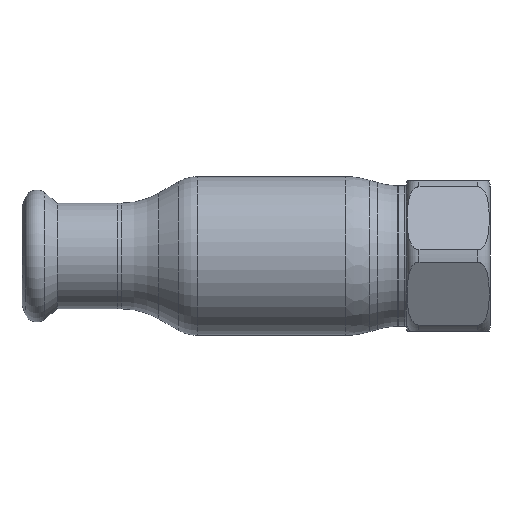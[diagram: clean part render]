
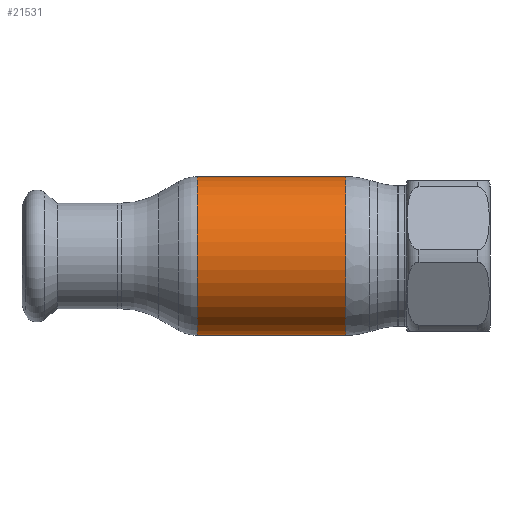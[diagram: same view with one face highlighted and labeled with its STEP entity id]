
A CAD part, front view. The second image highlights one B-rep face of the part: STEP entity #21531.
In plain terms, the highlighted cylindrical face has radius 19 mm (diameter 38 mm), a partial arc.
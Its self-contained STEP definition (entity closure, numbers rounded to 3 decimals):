
#147 = CARTESIAN_POINT ( 'NONE',  ( -62.69, 0., 19. ) ) ;
#678 = EDGE_CURVE ( 'NONE', #35678, #27709, #52333, .T. ) ;
#4630 = LINE ( 'NONE', #147, #5616 ) ;
#4972 = DIRECTION ( 'NONE',  ( -1., 0., 0. ) ) ;
#5616 = VECTOR ( 'NONE', #49348, 1000. ) ;
#11177 = CARTESIAN_POINT ( 'NONE',  ( -18.088, 0., -19. ) ) ;
#11728 = DIRECTION ( 'NONE',  ( -1., 0., 0. ) ) ;
#14059 = CARTESIAN_POINT ( 'NONE',  ( -18.088, 0., 0. ) ) ;
#16432 = LINE ( 'NONE', #34009, #32042 ) ;
#18401 = DIRECTION ( 'NONE',  ( 0., 0., 1. ) ) ;
#18910 = VERTEX_POINT ( 'NONE', #22805 ) ;
#20218 = AXIS2_PLACEMENT_3D ( 'NONE', #20334, #11728, #51919 ) ;
#20334 = CARTESIAN_POINT ( 'NONE',  ( -62.69, 0., 0. ) ) ;
#21289 = AXIS2_PLACEMENT_3D ( 'NONE', #51404, #4972, #18401 ) ;
#21467 = ORIENTED_EDGE ( 'NONE', *, *, #53493, .T. ) ;
#21531 = ADVANCED_FACE ( 'NONE', ( #34339 ), #29830, .T. ) ;
#22805 = CARTESIAN_POINT ( 'NONE',  ( 17.411, 0., 19. ) ) ;
#23447 = EDGE_CURVE ( 'NONE', #56995, #18910, #58403, .T. ) ;
#26923 = EDGE_LOOP ( 'NONE', ( #47214, #56183, #21467, #40650 ) ) ;
#27709 = VERTEX_POINT ( 'NONE', #58162 ) ;
#29830 = CYLINDRICAL_SURFACE ( 'NONE', #20218, 19. ) ;
#32042 = VECTOR ( 'NONE', #43541, 1000. ) ;
#34009 = CARTESIAN_POINT ( 'NONE',  ( -62.69, 0., -19. ) ) ;
#34339 = FACE_OUTER_BOUND ( 'NONE', #26923, .T. ) ;
#35251 = AXIS2_PLACEMENT_3D ( 'NONE', #14059, #40107, #57624 ) ;
#35678 = VERTEX_POINT ( 'NONE', #11177 ) ;
#40107 = DIRECTION ( 'NONE',  ( -1., 0., 0. ) ) ;
#40650 = ORIENTED_EDGE ( 'NONE', *, *, #678, .F. ) ;
#41965 = CARTESIAN_POINT ( 'NONE',  ( 17.411, 0., -19. ) ) ;
#42485 = EDGE_CURVE ( 'NONE', #56995, #35678, #16432, .T. ) ;
#43541 = DIRECTION ( 'NONE',  ( -1., 0., 0. ) ) ;
#47214 = ORIENTED_EDGE ( 'NONE', *, *, #42485, .F. ) ;
#49348 = DIRECTION ( 'NONE',  ( -1., 0., 0. ) ) ;
#51404 = CARTESIAN_POINT ( 'NONE',  ( 17.411, 0., 0. ) ) ;
#51919 = DIRECTION ( 'NONE',  ( 0., 0., 1. ) ) ;
#52333 = CIRCLE ( 'NONE', #35251, 19. ) ;
#53493 = EDGE_CURVE ( 'NONE', #18910, #27709, #4630, .T. ) ;
#56183 = ORIENTED_EDGE ( 'NONE', *, *, #23447, .T. ) ;
#56995 = VERTEX_POINT ( 'NONE', #41965 ) ;
#57624 = DIRECTION ( 'NONE',  ( 0., 0., 1. ) ) ;
#58162 = CARTESIAN_POINT ( 'NONE',  ( -18.088, 0., 19. ) ) ;
#58403 = CIRCLE ( 'NONE', #21289, 19. ) ;
